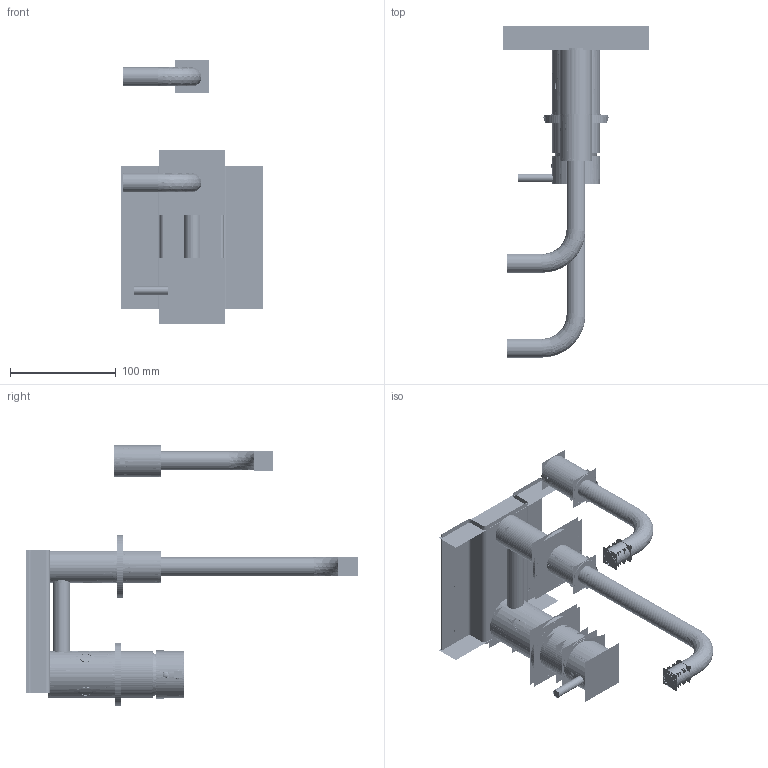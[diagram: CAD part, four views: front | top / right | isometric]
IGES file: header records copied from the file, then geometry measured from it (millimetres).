
Start section:  PTC IGES file: kl120wnc_asm.igs
Global section: file name: kl120wnc_asm.igs; native system: Pro/ENGINEER by Parametric Technology Corporation; preprocessor: 2009360; author: user33; organization: Unknown; date: 20191213.161027; units: millimetre
Bounding box: 137.28 x 313.7 x 248.81 mm (x, y, z)
Volume: 264542.3 mm3; surface area: 1113837 mm2
Topology: 56 solids, 85 shells, 2916 faces, 14684 edges, 18695 vertices
Faces by surface type: revolution 1864, bspline 1052
